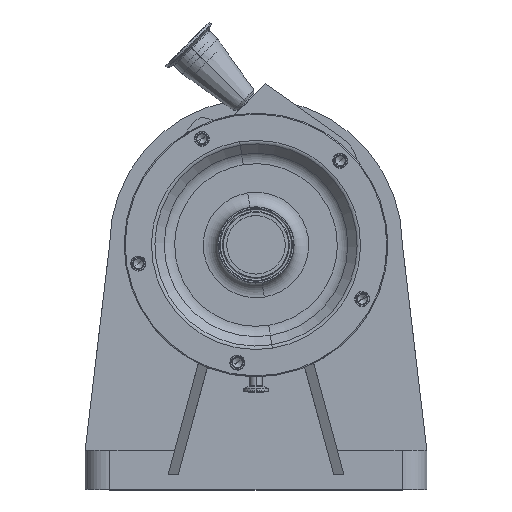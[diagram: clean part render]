
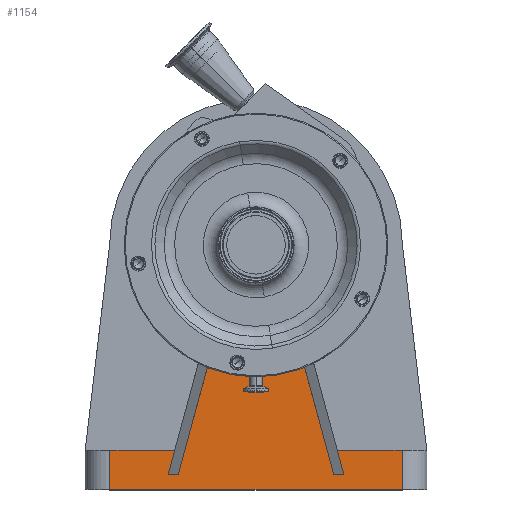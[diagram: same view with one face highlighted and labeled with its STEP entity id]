
A CAD part, top view. The second image highlights one B-rep face of the part: STEP entity #1154.
In plain terms, the highlighted planar face has unit normal (0, 0, 1).
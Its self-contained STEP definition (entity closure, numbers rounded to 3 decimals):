
#107 = CARTESIAN_POINT ( 'NONE',  ( 149.6, 0., -80. ) ) ;
#137 = FACE_OUTER_BOUND ( 'NONE', #7432, .T. ) ;
#305 = ORIENTED_EDGE ( 'NONE', *, *, #788, .T. ) ;
#365 = VECTOR ( 'NONE', #595, 1000. ) ;
#595 = DIRECTION ( 'NONE',  ( -0.262, 0.965, 0. ) ) ;
#650 = VECTOR ( 'NONE', #7476, 1000. ) ;
#734 = EDGE_CURVE ( 'NONE', #2619, #2615, #3943, .T. ) ;
#765 = DIRECTION ( 'NONE',  ( 1., 0., 0. ) ) ;
#788 = EDGE_CURVE ( 'NONE', #3865, #2615, #3888, .T. ) ;
#861 = VERTEX_POINT ( 'NONE', #3269 ) ;
#1011 = ORIENTED_EDGE ( 'NONE', *, *, #8177, .F. ) ;
#1022 = AXIS2_PLACEMENT_3D ( 'NONE', #1977, #9745, #1055 ) ;
#1050 = CIRCLE ( 'NONE', #3618, 100. ) ;
#1055 = DIRECTION ( 'NONE',  ( -1., 0., 0. ) ) ;
#1154 = ADVANCED_FACE ( 'NONE', ( #137 ), #9805, .F. ) ;
#1166 = ORIENTED_EDGE ( 'NONE', *, *, #2362, .T. ) ;
#1290 = VERTEX_POINT ( 'NONE', #4603 ) ;
#1391 = VERTEX_POINT ( 'NONE', #4244 ) ;
#1439 = EDGE_CURVE ( 'NONE', #7210, #10209, #10291, .T. ) ;
#1651 = DIRECTION ( 'NONE',  ( -0.262, -0.965, 0. ) ) ;
#1696 = LINE ( 'NONE', #8863, #10806 ) ;
#1859 = DIRECTION ( 'NONE',  ( 1., 0., 0. ) ) ;
#1977 = CARTESIAN_POINT ( 'NONE',  ( 149.6, 40., -80. ) ) ;
#2161 = DIRECTION ( 'NONE',  ( 0., -1., 0. ) ) ;
#2362 = EDGE_CURVE ( 'NONE', #7210, #1391, #4133, .T. ) ;
#2487 = EDGE_CURVE ( 'NONE', #1290, #2580, #2736, .T. ) ;
#2517 = CARTESIAN_POINT ( 'NONE',  ( 83.204, 40., -80. ) ) ;
#2528 = VERTEX_POINT ( 'NONE', #9548 ) ;
#2580 = VERTEX_POINT ( 'NONE', #9500 ) ;
#2595 = ORIENTED_EDGE ( 'NONE', *, *, #1439, .F. ) ;
#2615 = VERTEX_POINT ( 'NONE', #8066 ) ;
#2619 = VERTEX_POINT ( 'NONE', #10194 ) ;
#2736 = LINE ( 'NONE', #107, #6263 ) ;
#3269 = CARTESIAN_POINT ( 'NONE',  ( 79.637, 15., -80. ) ) ;
#3320 = VECTOR ( 'NONE', #9444, 1000. ) ;
#3389 = CARTESIAN_POINT ( 'NONE',  ( -90., 15., -80. ) ) ;
#3618 = AXIS2_PLACEMENT_3D ( 'NONE', #10144, #6557, #7766 ) ;
#3865 = VERTEX_POINT ( 'NONE', #5133 ) ;
#3888 = LINE ( 'NONE', #7277, #5950 ) ;
#3943 = LINE ( 'NONE', #4813, #650 ) ;
#4133 = LINE ( 'NONE', #10135, #7892 ) ;
#4244 = CARTESIAN_POINT ( 'NONE',  ( 90., 15., -80. ) ) ;
#4347 = DIRECTION ( 'NONE',  ( 1., 0., 0. ) ) ;
#4433 = VERTEX_POINT ( 'NONE', #6545 ) ;
#4603 = CARTESIAN_POINT ( 'NONE',  ( -149.6, 0., -80. ) ) ;
#4744 = VECTOR ( 'NONE', #1859, 1000. ) ;
#4781 = DIRECTION ( 'NONE',  ( 0.262, 0.965, 0. ) ) ;
#4793 = CARTESIAN_POINT ( 'NONE',  ( 80.35, 12.377, -80. ) ) ;
#4813 = CARTESIAN_POINT ( 'NONE',  ( 149.6, 40., -80. ) ) ;
#4815 = ORIENTED_EDGE ( 'NONE', *, *, #2487, .T. ) ;
#5133 = CARTESIAN_POINT ( 'NONE',  ( -90., 15., -80. ) ) ;
#5151 = ORIENTED_EDGE ( 'NONE', *, *, #6464, .T. ) ;
#5250 = CARTESIAN_POINT ( 'NONE',  ( 0., 15., -80. ) ) ;
#5495 = ORIENTED_EDGE ( 'NONE', *, *, #10511, .T. ) ;
#5780 = EDGE_CURVE ( 'NONE', #3865, #2528, #10543, .T. ) ;
#5838 = DIRECTION ( 'NONE',  ( 0.262, -0.965, 0. ) ) ;
#5950 = VECTOR ( 'NONE', #4781, 1000. ) ;
#6039 = VECTOR ( 'NONE', #1651, 1000. ) ;
#6042 = EDGE_CURVE ( 'NONE', #4433, #11258, #1050, .T. ) ;
#6118 = LINE ( 'NONE', #9601, #6039 ) ;
#6263 = VECTOR ( 'NONE', #4347, 1000. ) ;
#6464 = EDGE_CURVE ( 'NONE', #2619, #1290, #9988, .T. ) ;
#6545 = CARTESIAN_POINT ( 'NONE',  ( 40.6, 158.613, -80. ) ) ;
#6557 = DIRECTION ( 'NONE',  ( 0., 0., -1. ) ) ;
#6589 = ORIENTED_EDGE ( 'NONE', *, *, #11160, .F. ) ;
#6904 = LINE ( 'NONE', #5250, #4744 ) ;
#7002 = ORIENTED_EDGE ( 'NONE', *, *, #6042, .T. ) ;
#7210 = VERTEX_POINT ( 'NONE', #2517 ) ;
#7277 = CARTESIAN_POINT ( 'NONE',  ( -67.186, 98.928, -80. ) ) ;
#7432 = EDGE_LOOP ( 'NONE', ( #10001, #7901, #305, #9962, #5151, #4815, #6589, #2595, #1166, #1011, #5495, #7002 ) ) ;
#7476 = DIRECTION ( 'NONE',  ( 1., 0., 0. ) ) ;
#7766 = DIRECTION ( 'NONE',  ( -1., 0., 0. ) ) ;
#7795 = VECTOR ( 'NONE', #765, 1000. ) ;
#7892 = VECTOR ( 'NONE', #5838, 1000. ) ;
#7901 = ORIENTED_EDGE ( 'NONE', *, *, #5780, .F. ) ;
#7992 = CARTESIAN_POINT ( 'NONE',  ( -40.6, 158.613, -80. ) ) ;
#8066 = CARTESIAN_POINT ( 'NONE',  ( -83.204, 40., -80. ) ) ;
#8177 = EDGE_CURVE ( 'NONE', #861, #1391, #6904, .T. ) ;
#8282 = CARTESIAN_POINT ( 'NONE',  ( -149.6, 40., -80. ) ) ;
#8287 = CARTESIAN_POINT ( 'NONE',  ( 149.6, 40., -80. ) ) ;
#8863 = CARTESIAN_POINT ( 'NONE',  ( 149.6, 40., -80. ) ) ;
#9444 = DIRECTION ( 'NONE',  ( 1., 0., 0. ) ) ;
#9500 = CARTESIAN_POINT ( 'NONE',  ( 149.6, 0., -80. ) ) ;
#9501 = CARTESIAN_POINT ( 'NONE',  ( 149.6, 40., -80. ) ) ;
#9548 = CARTESIAN_POINT ( 'NONE',  ( -79.637, 15., -80. ) ) ;
#9601 = CARTESIAN_POINT ( 'NONE',  ( -40.6, 158.613, -80. ) ) ;
#9745 = DIRECTION ( 'NONE',  ( 0., 0., -1. ) ) ;
#9805 = PLANE ( 'NONE',  #1022 ) ;
#9962 = ORIENTED_EDGE ( 'NONE', *, *, #734, .F. ) ;
#9988 = LINE ( 'NONE', #8282, #10764 ) ;
#10001 = ORIENTED_EDGE ( 'NONE', *, *, #10733, .T. ) ;
#10135 = CARTESIAN_POINT ( 'NONE',  ( 87.773, 23.194, -80. ) ) ;
#10144 = CARTESIAN_POINT ( 'NONE',  ( 0., 250., -80. ) ) ;
#10194 = CARTESIAN_POINT ( 'NONE',  ( -149.6, 40., -80. ) ) ;
#10209 = VERTEX_POINT ( 'NONE', #8287 ) ;
#10291 = LINE ( 'NONE', #9501, #3320 ) ;
#10511 = EDGE_CURVE ( 'NONE', #861, #4433, #10956, .T. ) ;
#10543 = LINE ( 'NONE', #3389, #7795 ) ;
#10733 = EDGE_CURVE ( 'NONE', #11258, #2528, #6118, .T. ) ;
#10764 = VECTOR ( 'NONE', #2161, 1000. ) ;
#10806 = VECTOR ( 'NONE', #11249, 1000. ) ;
#10956 = LINE ( 'NONE', #4793, #365 ) ;
#11160 = EDGE_CURVE ( 'NONE', #10209, #2580, #1696, .T. ) ;
#11249 = DIRECTION ( 'NONE',  ( 0., -1., 0. ) ) ;
#11258 = VERTEX_POINT ( 'NONE', #7992 ) ;
